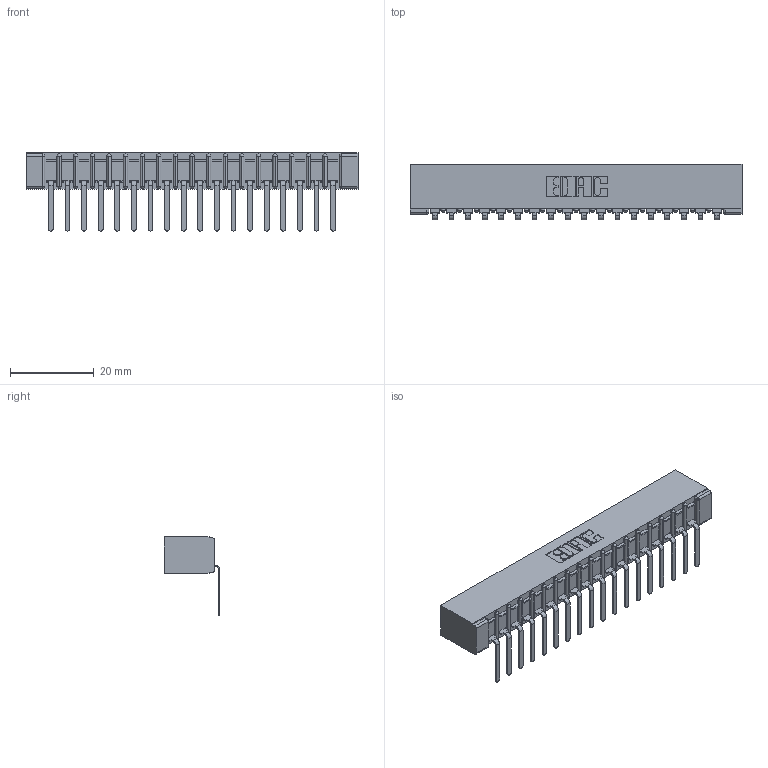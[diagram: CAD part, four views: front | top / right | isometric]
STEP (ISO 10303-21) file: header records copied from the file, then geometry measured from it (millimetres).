
FILE_DESCRIPTION (( 'STEP AP203' ), '1' );
FILE_NAME ('357-018-557-101.STEP', '2018-08-08T05:11:27', ( '' ), ( '' ), 'SwSTEP 2.0', 'SolidWorks 2016', '' );
FILE_SCHEMA (( 'CONFIG_CONTROL_DESIGN' ));
Length unit declared in the file: inch
Products named in the file (3): 307 Part_No Mounting Lugs; 307-290-002_557; 357-018-557-101
Assembly tree (19 placements, depth 2):
  357-018-557-101
    307 Part_No Mounting Lugs
    307-290-002_557  x18
Bounding box: 79.2 x 13.32 x 18.67 mm (x, y, z)
Volume: 6287.8 mm3; surface area: 10581 mm2
Topology: 19 solids, 19 shells, 1533 faces, 4685 edges, 3072 vertices
Faces by surface type: plane 912, cylinder 583, sphere 38
Entity records: 18966 total; most frequent: CARTESIAN_POINT 3196, ORIENTED_EDGE 3186, DIRECTION 3115, EDGE_CURVE 1593, LINE 1209, VECTOR 1209, VERTEX_POINT 1034, AXIS2_PLACEMENT_3D 953
